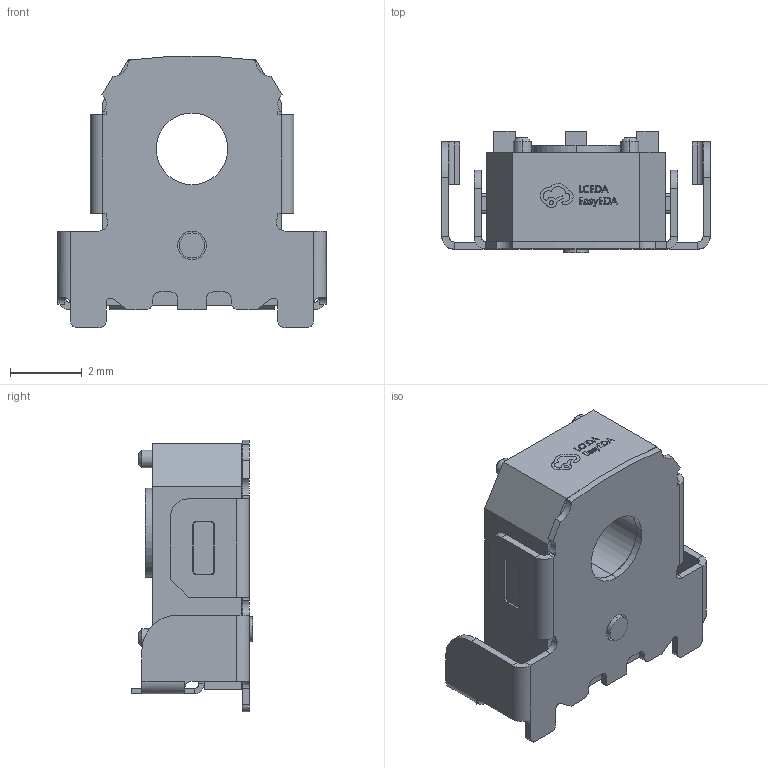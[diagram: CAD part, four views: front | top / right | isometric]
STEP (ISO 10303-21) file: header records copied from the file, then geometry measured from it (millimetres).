
FILE_DESCRIPTION (( 'STEP AP214' ), '1' );
FILE_NAME ('SW-SMD_EC05E1220203-L7.5-W3.3-H7.1-P2.0.step', '2022-07-26T15:05:41', ( '' ), ( '' ), 'SwSTEP 2.0', 'SolidWorks 2020', '' );
FILE_SCHEMA (( 'AUTOMOTIVE_DESIGN' ));
Length unit declared in the file: millimetre
Products named in the file (1): SW-SMD_EC05E1220203-L7.5-W3.3-H7.1-P2.0
Bounding box: 7.5 x 3.4 x 7.59 mm (x, y, z)
Volume: 81.8 mm3; surface area: 276.7 mm2
Topology: 15 solids, 15 shells, 520 faces, 1347 edges, 872 vertices
Faces by surface type: plane 321, bspline 114, cylinder 77, cone 8
Entity records: 22261 total; most frequent: CARTESIAN_POINT 4930, ORIENTED_EDGE 2694, DIRECTION 2093, EDGE_CURVE 1347, LINE 951, VECTOR 951, VERTEX_POINT 872, AXIS2_PLACEMENT_3D 571
